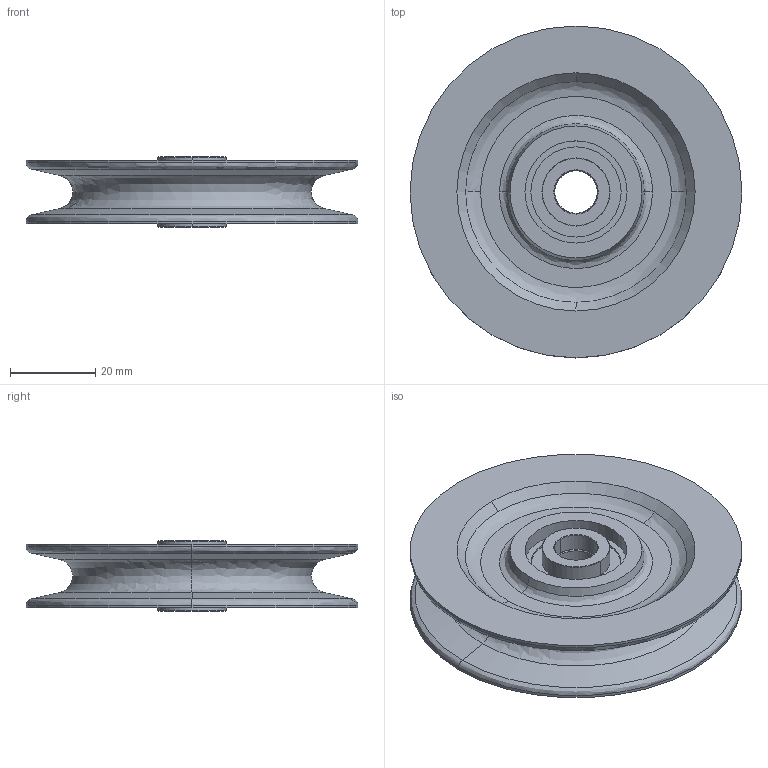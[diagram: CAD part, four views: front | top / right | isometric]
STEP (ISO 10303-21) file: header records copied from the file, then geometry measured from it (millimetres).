
FILE_DESCRIPTION (( 'STEP AP214' ), '1' );
FILE_NAME ('0023795_SEK-078-1_(A-01).step', '2018-12-05T08:03:26', ( '' ), ( '' ), 'SwSTEP 2.0', 'SolidWorks 2018', '' );
FILE_SCHEMA (( 'AUTOMOTIVE_DESIGN' ));
Length unit declared in the file: millimetre
Products named in the file (1): 0023795_SEK-078-1_(A-01)
Bounding box: 78 x 78 x 16.5 mm (x, y, z)
Volume: 38859.1 mm3; surface area: 22324.5 mm2
Topology: 8 solids, 8 shells, 118 faces, 240 edges, 142 vertices
Faces by surface type: cylinder 38, cone 28, plane 20, torus 18, bspline 14
Entity records: 5507 total; most frequent: CARTESIAN_POINT 1535, DIRECTION 608, ORIENTED_EDGE 480, AXIS2_PLACEMENT_3D 271, EDGE_CURVE 240, CIRCLE 166, VERTEX_POINT 142, EDGE_LOOP 138
